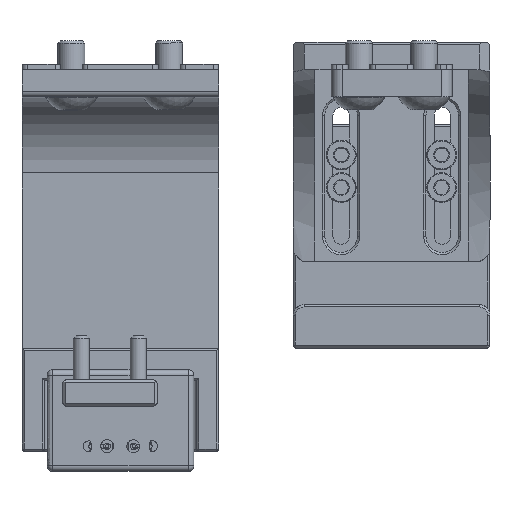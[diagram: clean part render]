
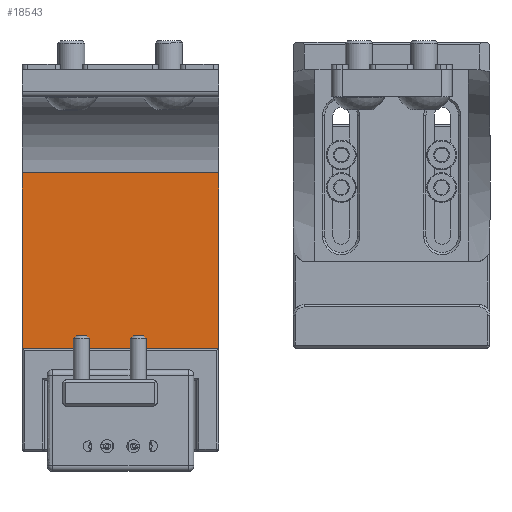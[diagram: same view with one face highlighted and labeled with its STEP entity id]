
A CAD part, top view. The second image highlights one B-rep face of the part: STEP entity #18543.
In plain terms, the highlighted planar face has unit normal (0, 0, 1).
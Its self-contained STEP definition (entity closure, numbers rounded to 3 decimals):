
#2718=LINE('',#36278,#4120);
#2720=LINE('',#36284,#4122);
#2721=LINE('',#36286,#4123);
#2722=LINE('',#36287,#4124);
#4120=VECTOR('',#24705,10.);
#4122=VECTOR('',#24711,10.);
#4123=VECTOR('',#24712,10.);
#4124=VECTOR('',#24713,10.);
#5419=FACE_OUTER_BOUND('',#6563,.T.);
#6563=EDGE_LOOP('',(#16725,#16726,#16727,#16728));
#8847=VERTEX_POINT('',#36275);
#8848=VERTEX_POINT('',#36277);
#8850=VERTEX_POINT('',#36283);
#8851=VERTEX_POINT('',#36285);
#11489=EDGE_CURVE('',#8847,#8848,#2718,.T.);
#11492=EDGE_CURVE('',#8850,#8847,#2720,.F.);
#11493=EDGE_CURVE('',#8851,#8850,#2721,.F.);
#11494=EDGE_CURVE('',#8851,#8848,#2722,.T.);
#16725=ORIENTED_EDGE('',*,*,#11489,.F.);
#16726=ORIENTED_EDGE('',*,*,#11492,.F.);
#16727=ORIENTED_EDGE('',*,*,#11493,.F.);
#16728=ORIENTED_EDGE('',*,*,#11494,.T.);
#17516=PLANE('',#20330);
#18543=ADVANCED_FACE('',(#5419),#17516,.T.);
#20330=AXIS2_PLACEMENT_3D('',#36282,#24709,#24710);
#24705=DIRECTION('',(1.,0.,0.));
#24709=DIRECTION('center_axis',(0.,0.,
1.));
#24710=DIRECTION('ref_axis',(0.,1.,0.));
#24711=DIRECTION('',(0.,-1.,0.));
#24712=DIRECTION('',(1.,0.,0.));
#24713=DIRECTION('',(0.,1.,0.));
#36275=CARTESIAN_POINT('',(110.5,329.029,2.5));
#36277=CARTESIAN_POINT('',(146.755,329.029,2.5));
#36278=CARTESIAN_POINT('',(145.255,329.029,2.5));
#36282=CARTESIAN_POINT('Origin',(145.255,296.285,2.5));
#36283=CARTESIAN_POINT('',(110.5,296.749,2.5));
#36284=CARTESIAN_POINT('',(110.5,309.471,2.5));
#36285=CARTESIAN_POINT('',(146.755,296.749,2.5));
#36286=CARTESIAN_POINT('',(145.255,296.749,2.5));
#36287=CARTESIAN_POINT('',(146.755,309.471,2.5));
